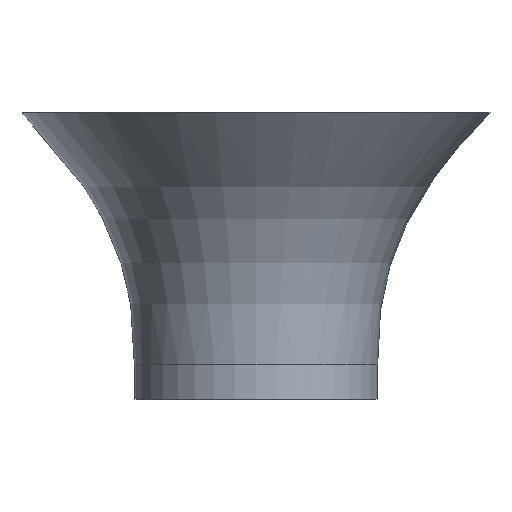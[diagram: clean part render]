
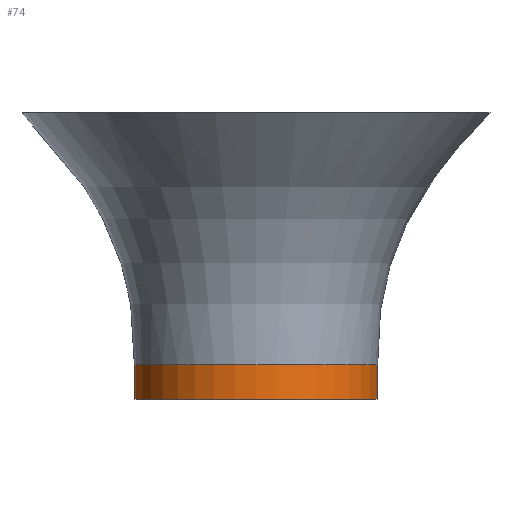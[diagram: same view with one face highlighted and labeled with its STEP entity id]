
A CAD part, front view. The second image highlights one B-rep face of the part: STEP entity #74.
In plain terms, the highlighted cylindrical face has radius 34 mm (diameter 68 mm), a full revolution.
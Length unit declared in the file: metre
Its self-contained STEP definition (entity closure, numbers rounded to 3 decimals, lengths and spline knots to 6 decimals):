
#20=ORIENTED_EDGE('',*,*,#31,.F.);
#21=ORIENTED_EDGE('',*,*,#30,.T.);
#30=EDGE_CURVE('',#36,#36,#42,.T.);
#31=EDGE_CURVE('',#37,#37,#43,.T.);
#36=VERTEX_POINT('',#131);
#37=VERTEX_POINT('',#134);
#42=CIRCLE('',#95,0.034);
#43=CIRCLE('',#97,0.034);
#50=EDGE_LOOP('',(#20));
#51=EDGE_LOOP('',(#21));
#62=FACE_BOUND('',#50,.T.);
#63=FACE_BOUND('',#51,.T.);
#71=CYLINDRICAL_SURFACE('',#96,0.034);
#74=ADVANCED_FACE('',(#62,#63),#71,.T.);
#95=AXIS2_PLACEMENT_3D('',#130,#111,#112);
#96=AXIS2_PLACEMENT_3D('',#132,#113,#114);
#97=AXIS2_PLACEMENT_3D('',#133,#115,#116);
#111=DIRECTION('',(0.,0.,1.));
#112=DIRECTION('',(1.,0.,0.));
#113=DIRECTION('',(0.,0.,1.));
#114=DIRECTION('',(1.,0.,0.));
#115=DIRECTION('',(0.,0.,1.));
#116=DIRECTION('',(1.,0.,0.));
#130=CARTESIAN_POINT('',(0.,0.,-0.037039));
#131=CARTESIAN_POINT('',(0.034,0.,-0.037039));
#132=CARTESIAN_POINT('',(0.,0.,0.002961));
#133=CARTESIAN_POINT('',(0.,0.,-0.027454));
#134=CARTESIAN_POINT('',(0.034,0.,-0.027454));
